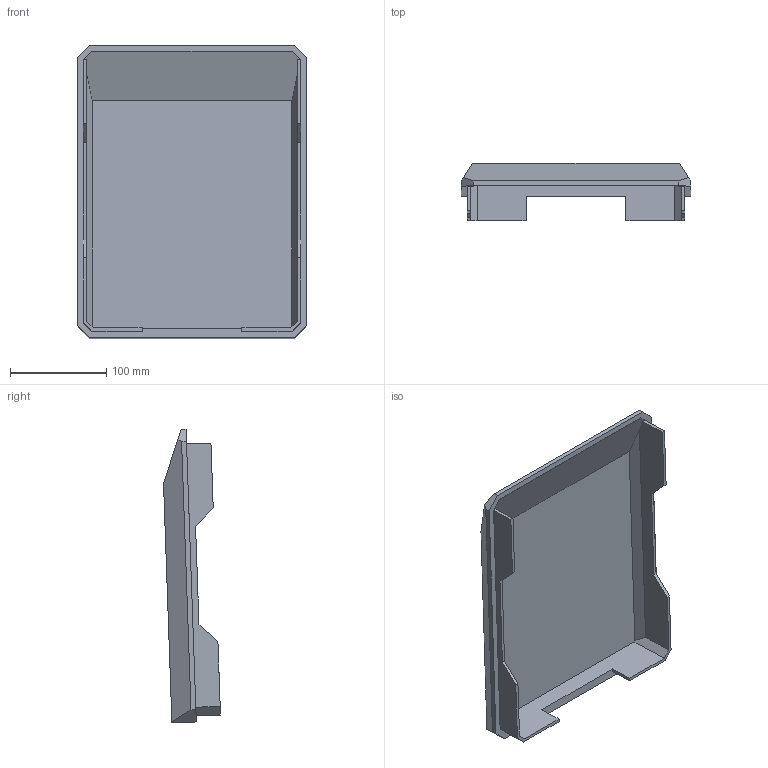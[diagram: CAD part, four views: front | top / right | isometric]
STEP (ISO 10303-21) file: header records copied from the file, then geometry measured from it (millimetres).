
FILE_DESCRIPTION( ( '' ), ' ' );
FILE_NAME( '5daeb8042b805c1656aa0d61.step', '2019-10-22T08:04:20', ( '' ), ( '' ), ' ', ' ', ' ' );
FILE_SCHEMA( ( 'AUTOMOTIVE_DESIGN { 1 0 10303 214 1 1 1 1 }' ) );
Length unit declared in the file: metre
Products named in the file (1): Part 16
Bounding box: 238.8 x 59.28 x 305.5 mm (x, y, z)
Volume: 594487.3 mm3; surface area: 200428.3 mm2
Topology: 1 solids, 1 shells, 47 faces, 130 edges, 86 vertices
Faces by surface type: plane 47
Entity records: 1860 total; most frequent: CARTESIAN_POINT 264, ORIENTED_EDGE 260, DIRECTION 226, EDGE_CURVE 130, LINE 130, VECTOR 130, VERTEX_POINT 86, AXIS2_PLACEMENT_3D 48
